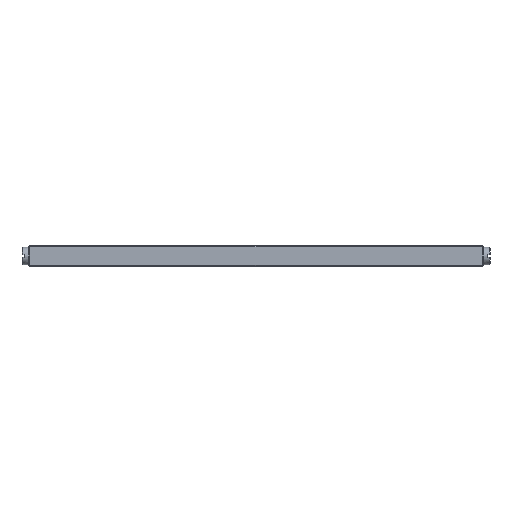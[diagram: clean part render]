
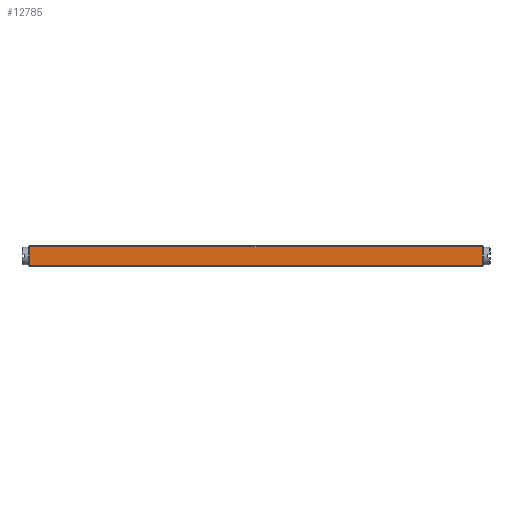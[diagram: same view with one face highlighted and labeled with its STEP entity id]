
A CAD part, front view. The second image highlights one B-rep face of the part: STEP entity #12785.
In plain terms, the highlighted planar face has unit normal (0, -1, 0).
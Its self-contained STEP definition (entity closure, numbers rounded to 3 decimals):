
#10024=FACE_OUTER_BOUND('',#21505,.T.);
#12785=ADVANCED_FACE('',(#10024),#15975,.T.);
#15975=PLANE('',#64561);
#21505=EDGE_LOOP('',(#25562,#25563,#25564,#25565));
#25562=ORIENTED_EDGE('',*,*,#46486,.T.);
#25563=ORIENTED_EDGE('',*,*,#46487,.T.);
#25564=ORIENTED_EDGE('',*,*,#46488,.T.);
#25565=ORIENTED_EDGE('',*,*,#46489,.T.);
#41234=VERTEX_POINT('',#84452);
#41235=VERTEX_POINT('',#84453);
#41236=VERTEX_POINT('',#84455);
#41237=VERTEX_POINT('',#84457);
#46486=EDGE_CURVE('',#41234,#41235,#54237,.T.);
#46487=EDGE_CURVE('',#41235,#41236,#54238,.T.);
#46488=EDGE_CURVE('',#41236,#41237,#54239,.T.);
#46489=EDGE_CURVE('',#41237,#41234,#54240,.T.);
#54237=LINE('',#84451,#59477);
#54238=LINE('',#84454,#59478);
#54239=LINE('',#84456,#59479);
#54240=LINE('',#84458,#59480);
#59477=VECTOR('',#69380,1.);
#59478=VECTOR('',#69381,1.);
#59479=VECTOR('',#69382,1.);
#59480=VECTOR('',#69383,1.);
#64561=AXIS2_PLACEMENT_3D('',#84459,#69384,#69385);
#69380=DIRECTION('',(-1.,0.,0.));
#69381=DIRECTION('',(0.,0.,-1.));
#69382=DIRECTION('',(1.,0.,0.));
#69383=DIRECTION('',(0.,0.,1.));
#69384=DIRECTION('',(0.,-1.,0.));
#69385=DIRECTION('',(0.,0.,1.));
#84451=CARTESIAN_POINT('',(67.5,-3.95,5.65));
#84452=CARTESIAN_POINT('',(134.725,-3.95,5.65));
#84453=CARTESIAN_POINT('',(0.275,-3.95,5.65));
#84454=CARTESIAN_POINT('',(0.275,-3.95,-0.05));
#84455=CARTESIAN_POINT('',(0.275,-3.95,0.25));
#84456=CARTESIAN_POINT('',(67.5,-3.95,0.25));
#84457=CARTESIAN_POINT('',(134.725,-3.95,0.25));
#84458=CARTESIAN_POINT('',(134.725,-3.95,-0.05));
#84459=CARTESIAN_POINT('',(67.5,-3.95,-0.05));
